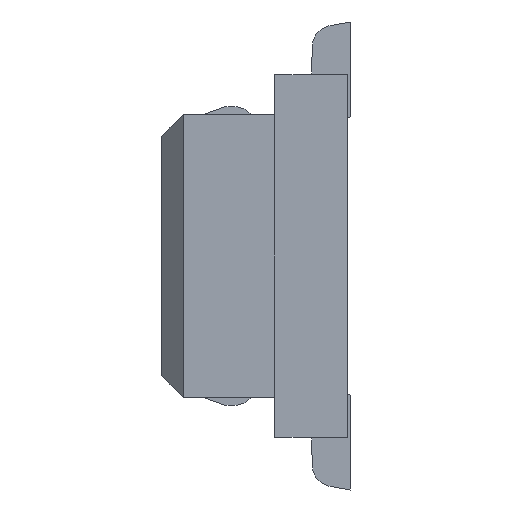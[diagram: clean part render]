
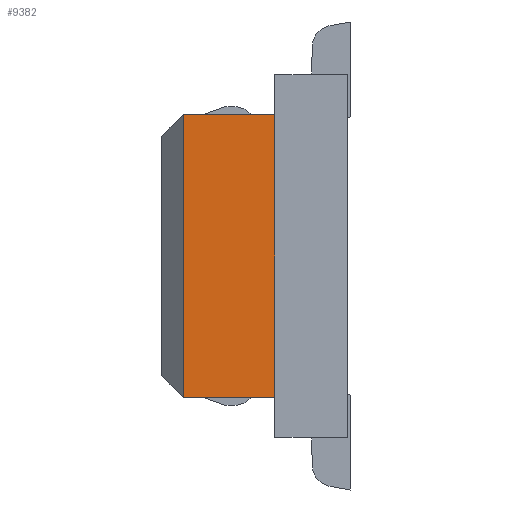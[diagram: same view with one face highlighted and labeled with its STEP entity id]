
A CAD part, left-side view. The second image highlights one B-rep face of the part: STEP entity #9382.
In plain terms, the highlighted planar face has unit normal (-1, 0, 0).
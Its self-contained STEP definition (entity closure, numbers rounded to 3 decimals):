
#100=DIRECTION('',(0.,1.,0.));
#101=VECTOR('',#100,0.63);
#102=CARTESIAN_POINT('',(-1.95,0.5,-0.975));
#103=LINE('',#102,#101);
#104=DIRECTION('',(0.,-1.,0.));
#105=VECTOR('',#104,0.63);
#106=CARTESIAN_POINT('',(-1.95,1.13,0.975));
#107=LINE('',#106,#105);
#108=DIRECTION('',(0.,0.,-1.));
#109=VECTOR('',#108,0.45);
#110=CARTESIAN_POINT('',(-1.95,0.5,0.975));
#111=LINE('',#110,#109);
#112=DIRECTION('',(0.,-1.,0.));
#113=VECTOR('',#112,0.5);
#114=CARTESIAN_POINT('',(-1.95,0.5,0.525));
#115=LINE('',#114,#113);
#116=DIRECTION('',(0.,0.,-1.));
#117=VECTOR('',#116,1.05);
#118=CARTESIAN_POINT('',(-1.95,0.,0.525));
#119=LINE('',#118,#117);
#120=DIRECTION('',(0.,1.,0.));
#121=VECTOR('',#120,0.5);
#122=CARTESIAN_POINT('',(-1.95,0.,-0.525));
#123=LINE('',#122,#121);
#124=DIRECTION('',(0.,0.,-1.));
#125=VECTOR('',#124,0.45);
#126=CARTESIAN_POINT('',(-1.95,0.5,-0.525));
#127=LINE('',#126,#125);
#7038=DIRECTION('',(0.,0.,1.));
#7039=VECTOR('',#7038,1.95);
#7040=CARTESIAN_POINT('',(-1.95,1.13,-0.975));
#7041=LINE('',#7040,#7039);
#8474=CARTESIAN_POINT('',(-1.95,0.,-0.525));
#8476=VERTEX_POINT('',#8474);
#8480=CARTESIAN_POINT('',(-1.95,0.,0.525));
#8481=VERTEX_POINT('',#8480);
#8562=CARTESIAN_POINT('',(-1.95,1.13,-0.975));
#8563=VERTEX_POINT('',#8562);
#8564=CARTESIAN_POINT('',(-1.95,0.5,-0.975));
#8565=VERTEX_POINT('',#8564);
#8624=CARTESIAN_POINT('',(-1.95,0.5,0.975));
#8625=VERTEX_POINT('',#8624);
#8626=CARTESIAN_POINT('',(-1.95,1.13,0.975));
#8627=VERTEX_POINT('',#8626);
#8655=CARTESIAN_POINT('',(-1.95,0.5,-0.525));
#8657=VERTEX_POINT('',#8655);
#8660=CARTESIAN_POINT('',(-1.95,0.5,0.525));
#8661=VERTEX_POINT('',#8660);
#9365=CARTESIAN_POINT('',(-1.95,0.565,0.));
#9366=DIRECTION('',(1.,0.,0.));
#9367=DIRECTION('',(0.,0.,-1.));
#9368=AXIS2_PLACEMENT_3D('',#9365,#9366,#9367);
#9369=PLANE('',#9368);
#9371=ORIENTED_EDGE('',*,*,#9370,.T.);
#9373=ORIENTED_EDGE('',*,*,#9372,.T.);
#9374=ORIENTED_EDGE('',*,*,#9274,.T.);
#9375=ORIENTED_EDGE('',*,*,#9306,.T.);
#9376=ORIENTED_EDGE('',*,*,#9358,.T.);
#9377=ORIENTED_EDGE('',*,*,#9211,.T.);
#9378=ORIENTED_EDGE('',*,*,#9334,.T.);
#9379=ORIENTED_EDGE('',*,*,#9320,.T.);
#9380=EDGE_LOOP('',(#9371,#9373,#9374,#9375,#9376,#9377,#9378,#9379));
#9381=FACE_OUTER_BOUND('',#9380,.F.);
#9211=EDGE_CURVE('',#8481,#8476,#119,.T.);
#9274=EDGE_CURVE('',#8627,#8625,#107,.T.);
#9306=EDGE_CURVE('',#8625,#8661,#111,.T.);
#9320=EDGE_CURVE('',#8657,#8565,#127,.T.);
#9334=EDGE_CURVE('',#8476,#8657,#123,.T.);
#9358=EDGE_CURVE('',#8661,#8481,#115,.T.);
#9370=EDGE_CURVE('',#8565,#8563,#103,.T.);
#9372=EDGE_CURVE('',#8563,#8627,#7041,.T.);
#9382=ADVANCED_FACE('',(#9381),#9369,.F.);
